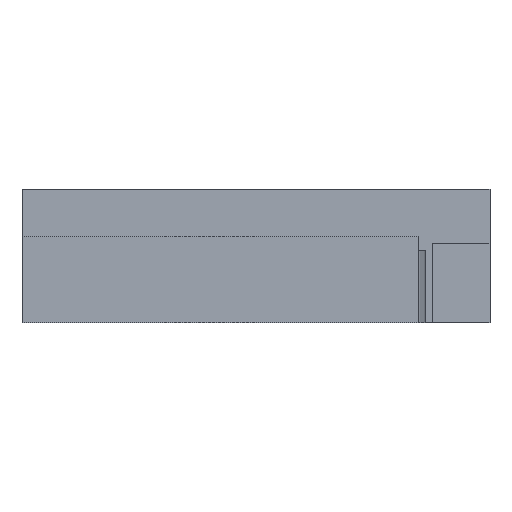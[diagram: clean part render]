
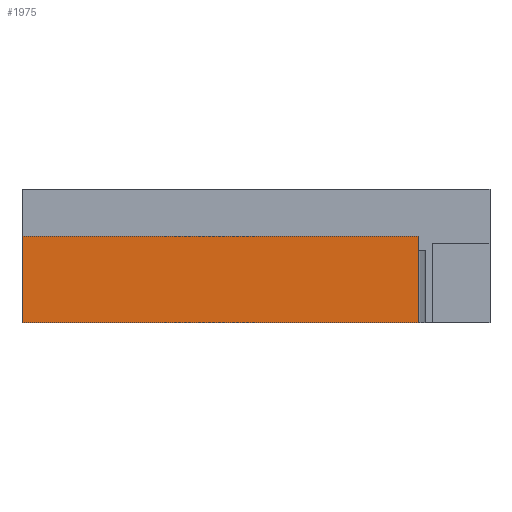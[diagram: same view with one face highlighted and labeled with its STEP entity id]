
A CAD part, left-side view. The second image highlights one B-rep face of the part: STEP entity #1975.
In plain terms, the highlighted planar face has unit normal (-1, 0, 0).
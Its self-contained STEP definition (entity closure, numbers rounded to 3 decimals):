
#1939=AXIS2_PLACEMENT_3D('Plane Axis2P3D',#1936,#1937,#1938) ;
#1936=CARTESIAN_POINT('Axis2P3D Location',(-16.76,-4.5,0.)) ;
#1941=CARTESIAN_POINT('Line Origine',(-16.76,1.,2.4)) ;
#1945=CARTESIAN_POINT('Vertex',(-16.76,-4.5,2.4)) ;
#1947=CARTESIAN_POINT('Vertex',(-16.76,6.5,2.4)) ;
#1950=CARTESIAN_POINT('Line Origine',(-16.76,6.5,1.2)) ;
#1954=CARTESIAN_POINT('Vertex',(-16.76,6.5,0.)) ;
#1957=CARTESIAN_POINT('Line Origine',(-16.76,1.,0.)) ;
#1961=CARTESIAN_POINT('Vertex',(-16.76,-4.5,0.)) ;
#1964=CARTESIAN_POINT('Line Origine',(-16.76,-4.5,1.2)) ;
#1937=DIRECTION('Axis2P3D Direction',(1.,0.,0.)) ;
#1938=DIRECTION('Axis2P3D XDirection',(0.,1.,0.)) ;
#1942=DIRECTION('Vector Direction',(0.,1.,0.)) ;
#1951=DIRECTION('Vector Direction',(0.,0.,1.)) ;
#1958=DIRECTION('Vector Direction',(0.,1.,0.)) ;
#1965=DIRECTION('Vector Direction',(0.,0.,1.)) ;
#1943=VECTOR('Line Direction',#1942,1.) ;
#1952=VECTOR('Line Direction',#1951,1.) ;
#1959=VECTOR('Line Direction',#1958,1.) ;
#1966=VECTOR('Line Direction',#1965,1.) ;
#1970=ORIENTED_EDGE('',*,*,#1949,.T.) ;
#1971=ORIENTED_EDGE('',*,*,#1956,.F.) ;
#1972=ORIENTED_EDGE('',*,*,#1963,.F.) ;
#1973=ORIENTED_EDGE('',*,*,#1968,.T.) ;
#1975=ADVANCED_FACE('Hauptk\X2\00F6\X0\rper',(#1974),#1940,.F.) ;
#1949=EDGE_CURVE('',#1946,#1948,#1944,.T.) ;
#1956=EDGE_CURVE('',#1955,#1948,#1953,.T.) ;
#1963=EDGE_CURVE('',#1962,#1955,#1960,.T.) ;
#1968=EDGE_CURVE('',#1962,#1946,#1967,.T.) ;
#1969=EDGE_LOOP('',(#1970,#1971,#1972,#1973)) ;
#1974=FACE_OUTER_BOUND('',#1969,.T.) ;
#1944=LINE('Line',#1941,#1943) ;
#1953=LINE('Line',#1950,#1952) ;
#1960=LINE('Line',#1957,#1959) ;
#1967=LINE('Line',#1964,#1966) ;
#1940=PLANE('',#1939) ;
#1946=VERTEX_POINT('',#1945) ;
#1948=VERTEX_POINT('',#1947) ;
#1955=VERTEX_POINT('',#1954) ;
#1962=VERTEX_POINT('',#1961) ;
